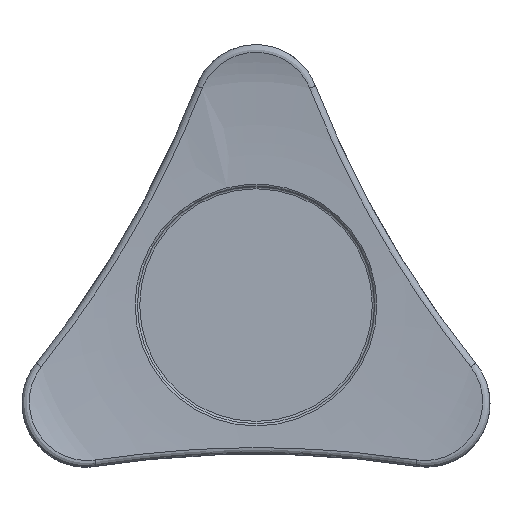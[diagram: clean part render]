
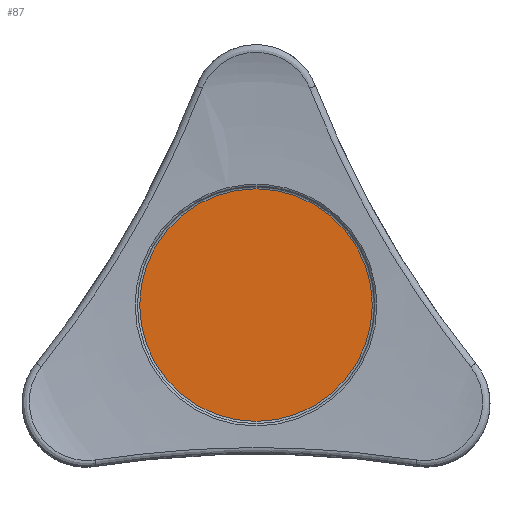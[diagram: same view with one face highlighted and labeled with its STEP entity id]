
A CAD part, top view. The second image highlights one B-rep face of the part: STEP entity #87.
In plain terms, the highlighted planar face has unit normal (0, 0, 1).
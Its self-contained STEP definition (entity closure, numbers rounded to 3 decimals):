
#87 = ADVANCED_FACE( '', ( #196 ), #197, .F. );
#196 = FACE_OUTER_BOUND( '', #1051, .T. );
#197 = PLANE( '', #1052 );
#1051 = EDGE_LOOP( '', ( #2369 ) );
#1052 = AXIS2_PLACEMENT_3D( '', #2370, #2371, #2372 );
#2369 = ORIENTED_EDGE( '', *, *, #2612, .T. );
#2370 = CARTESIAN_POINT( '', ( 0., 10.25, 27. ) );
#2371 = DIRECTION( '', ( 0., 0., -1. ) );
#2372 = DIRECTION( '', ( -1., 0., 0. ) );
#2612 = EDGE_CURVE( '', #2758, #2758, #2759, .F. );
#2758 = VERTEX_POINT( '', #3480 );
#2759 = CIRCLE( '', #3481, 10.05 );
#3480 = CARTESIAN_POINT( '', ( -10.05, 0., 27. ) );
#3481 = AXIS2_PLACEMENT_3D( '', #4599, #4600, #4601 );
#4599 = CARTESIAN_POINT( '', ( 0., 0., 27. ) );
#4600 = DIRECTION( '', ( 0., 0., -1. ) );
#4601 = DIRECTION( '', ( -1., 0., 0. ) );
